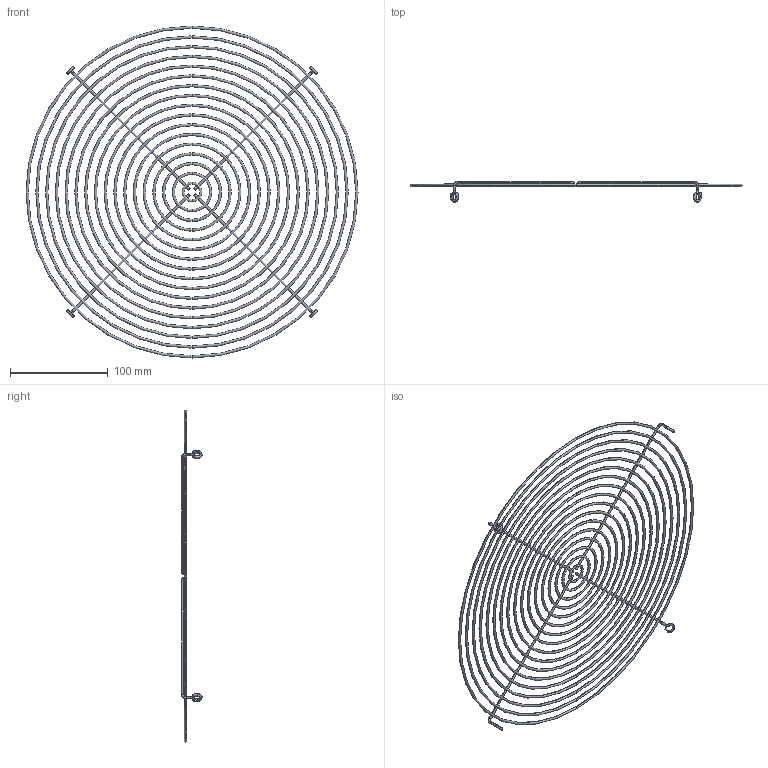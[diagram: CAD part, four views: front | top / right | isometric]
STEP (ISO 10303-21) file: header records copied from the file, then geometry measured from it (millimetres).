
FILE_DESCRIPTION (( 'STEP AP203' ), '1' );
FILE_NAME ('5RE2502.STEP', '2022-03-11T16:04:37', ( '' ), ( '' ), 'SwSTEP 2.0', 'SolidWorks 2018', '' );
FILE_SCHEMA (( 'CONFIG_CONTROL_DESIGN' ));
Length unit declared in the file: millimetre
Products named in the file (1): 5RE2502
Bounding box: 340.4 x 20.83 x 340.4 mm (x, y, z)
Volume: 46686.9 mm3; surface area: 77845.3 mm2
Topology: 14 solids, 14 shells, 124 faces, 312 edges, 196 vertices
Faces by surface type: torus 84, cylinder 24, bspline 8, plane 8
Entity records: 7455 total; most frequent: CARTESIAN_POINT 4257, DIRECTION 722, ORIENTED_EDGE 624, AXIS2_PLACEMENT_3D 349, EDGE_CURVE 312, CIRCLE 232, VERTEX_POINT 196, EDGE_LOOP 156
